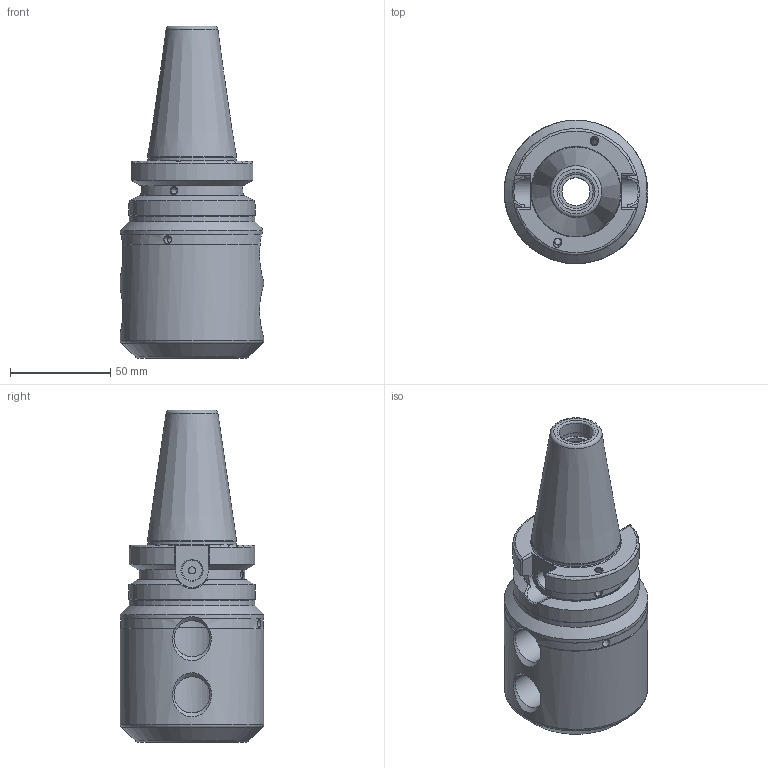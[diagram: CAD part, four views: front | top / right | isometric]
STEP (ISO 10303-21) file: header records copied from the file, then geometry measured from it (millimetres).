
FILE_DESCRIPTION(/* description */ (''),/* implementation_level */ '2;1');
FILE_NAME(/* name */ '97540041-32-100-V1.stp',/* time_stamp */ '2024-07-11T07:43:15+02:00',/* author */ ('jana.schmid'),/* organization */ (''),/* preprocessor_version */ 'ST-DEVELOPER v19.2',/* originating_system */ 'Autodesk Inventor 2023',/* authorisation */ '');
FILE_SCHEMA (('AUTOMOTIVE_DESIGN { 1 0 10303 214 3 1 1 }'));
Length unit declared in the file: millimetre
Products named in the file (1): 97540041-32-100-V1
Bounding box: 71.5 x 71.5 x 165.4 mm (x, y, z)
Volume: 328737.7 mm3; surface area: 49282.1 mm2
Topology: 1 solids, 1 shells, 163 faces, 458 edges, 300 vertices
Faces by surface type: plane 61, cylinder 45, cone 27, torus 14, bspline 10, sphere 6
Full cylindrical faces by diameter (mm): 2.8 x2, 3 x2, 3.3 x4, 4 x5, 9.8 x1, 10.05 x1, 14 x1, 17 x1, 17.35 x1, 18 x2, 32 x1, 33 x1, 44.192 x1, 62.5 x1, 63 x1, 71.5 x1
Entity records: 6358 total; most frequent: CARTESIAN_POINT 2206, ORIENTED_EDGE 906, DIRECTION 811, EDGE_CURVE 453, AXIS2_PLACEMENT_3D 326, VERTEX_POINT 300, EDGE_LOOP 191, FACE_OUTER_BOUND 163
